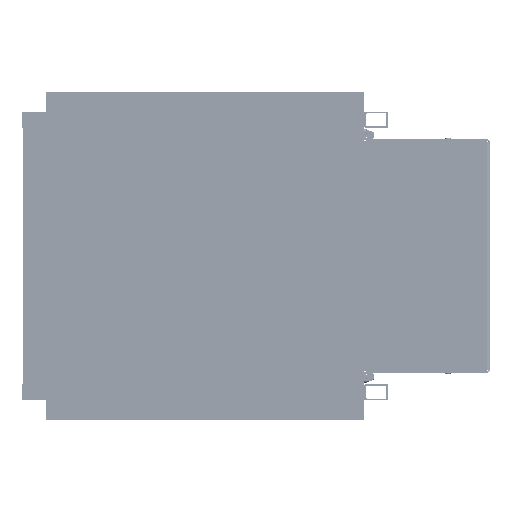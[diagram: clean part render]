
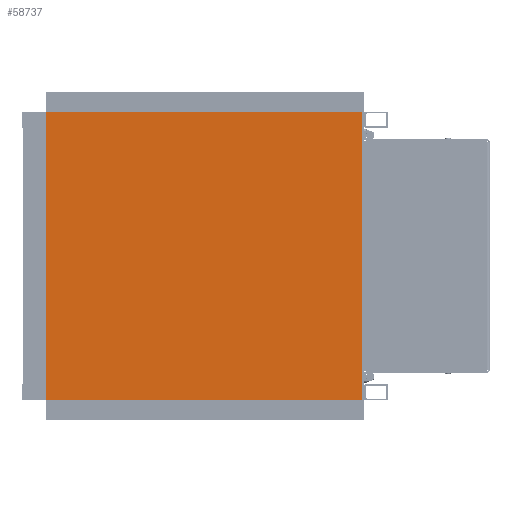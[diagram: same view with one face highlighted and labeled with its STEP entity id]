
A CAD part, left-side view. The second image highlights one B-rep face of the part: STEP entity #58737.
In plain terms, the highlighted face is planar.
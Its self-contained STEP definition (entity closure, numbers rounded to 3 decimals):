
#1426 = EDGE_LOOP ( 'NONE', ( #72548, #169041, #143055, #194785 ) ) ;
#5517 = VERTEX_POINT ( 'NONE', #87596 ) ;
#10987 = FACE_OUTER_BOUND ( 'NONE', #1426, .T. ) ;
#14519 = VECTOR ( 'NONE', #174174, 1000. ) ;
#21757 = DIRECTION ( 'NONE',  ( 1., 0., 0. ) ) ;
#57125 = VERTEX_POINT ( 'NONE', #78997 ) ;
#58737 = ADVANCED_FACE ( 'NONE', ( #10987 ), #71001, .F. ) ;
#62499 = CARTESIAN_POINT ( 'NONE',  ( 183.5, -201., 0. ) ) ;
#70205 = VECTOR ( 'NONE', #136061, 1000. ) ;
#71001 = PLANE ( 'NONE',  #192011 ) ;
#72373 = EDGE_CURVE ( 'NONE', #5517, #90451, #171125, .T. ) ;
#72548 = ORIENTED_EDGE ( 'NONE', *, *, #148134, .F. ) ;
#77869 = VECTOR ( 'NONE', #21757, 1000. ) ;
#78997 = CARTESIAN_POINT ( 'NONE',  ( -183.5, -201., 0. ) ) ;
#83123 = LINE ( 'NONE', #96576, #186474 ) ;
#87551 = DIRECTION ( 'NONE',  ( 1., 0., 0. ) ) ;
#87596 = CARTESIAN_POINT ( 'NONE',  ( 183.5, 201., 0. ) ) ;
#90451 = VERTEX_POINT ( 'NONE', #148410 ) ;
#96576 = CARTESIAN_POINT ( 'NONE',  ( -183.5, 201., 0. ) ) ;
#111258 = CARTESIAN_POINT ( 'NONE',  ( -183.5, 201., 0. ) ) ;
#119941 = EDGE_CURVE ( 'NONE', #57125, #190143, #179695, .T. ) ;
#121567 = DIRECTION ( 'NONE',  ( 0., 0., 1. ) ) ;
#134081 = LINE ( 'NONE', #149531, #70205 ) ;
#136001 = CARTESIAN_POINT ( 'NONE',  ( 0., 0., 0. ) ) ;
#136061 = DIRECTION ( 'NONE',  ( 0., 1., 0. ) ) ;
#143055 = ORIENTED_EDGE ( 'NONE', *, *, #154239, .F. ) ;
#144707 = CARTESIAN_POINT ( 'NONE',  ( -183.5, -201., 0. ) ) ;
#148134 = EDGE_CURVE ( 'NONE', #190143, #5517, #134081, .T. ) ;
#148410 = CARTESIAN_POINT ( 'NONE',  ( -183.5, 201., 0. ) ) ;
#149531 = CARTESIAN_POINT ( 'NONE',  ( 183.5, 201., 0. ) ) ;
#154239 = EDGE_CURVE ( 'NONE', #90451, #57125, #83123, .T. ) ;
#159543 = DIRECTION ( 'NONE',  ( 0., -1., 0. ) ) ;
#169041 = ORIENTED_EDGE ( 'NONE', *, *, #119941, .F. ) ;
#171125 = LINE ( 'NONE', #111258, #14519 ) ;
#174174 = DIRECTION ( 'NONE',  ( -1., 0., 0. ) ) ;
#179695 = LINE ( 'NONE', #144707, #77869 ) ;
#186474 = VECTOR ( 'NONE', #159543, 1000. ) ;
#190143 = VERTEX_POINT ( 'NONE', #62499 ) ;
#192011 = AXIS2_PLACEMENT_3D ( 'NONE', #136001, #121567, #87551 ) ;
#194785 = ORIENTED_EDGE ( 'NONE', *, *, #72373, .F. ) ;
